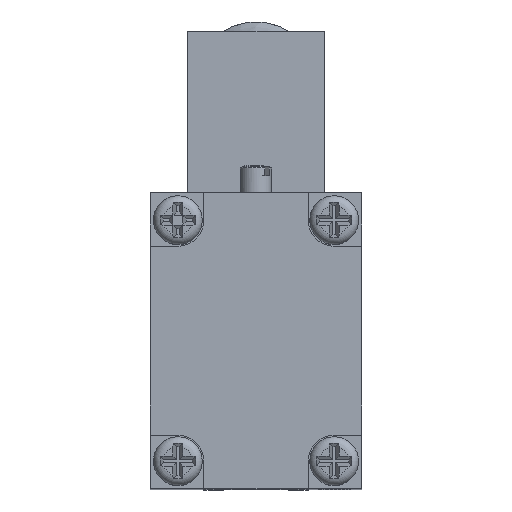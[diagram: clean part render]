
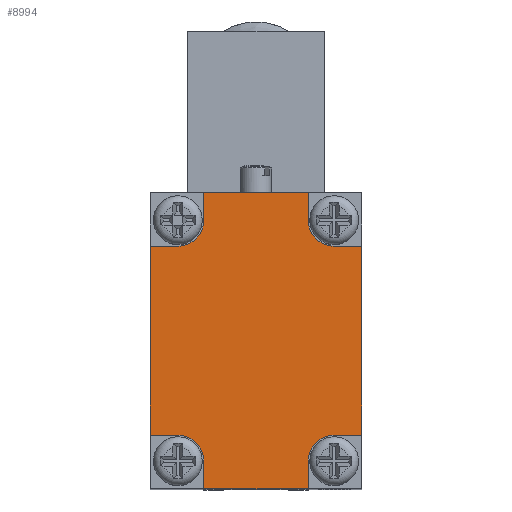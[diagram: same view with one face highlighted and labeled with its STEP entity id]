
A CAD part, top view. The second image highlights one B-rep face of the part: STEP entity #8994.
In plain terms, the highlighted planar face has unit normal (0, 0, 1).
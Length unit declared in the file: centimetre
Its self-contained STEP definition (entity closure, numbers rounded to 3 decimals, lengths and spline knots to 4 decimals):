
#254=PLANE($,#9627);
#735=LINE($,#13499,#1658);
#744=LINE($,#13514,#1667);
#749=LINE($,#13523,#1672);
#755=LINE($,#13536,#1678);
#761=LINE($,#13547,#1684);
#762=LINE($,#13549,#1685);
#763=LINE($,#13552,#1686);
#764=LINE($,#13554,#1687);
#765=LINE($,#13557,#1688);
#766=LINE($,#13559,#1689);
#767=LINE($,#13562,#1690);
#768=LINE($,#13564,#1691);
#1658=VECTOR($,#10728,2.9);
#1667=VECTOR($,#10739,1.6);
#1672=VECTOR($,#10746,2.9);
#1678=VECTOR($,#10754,1.6);
#1684=VECTOR($,#10764,0.425);
#1685=VECTOR($,#10765,0.425);
#1686=VECTOR($,#10768,0.425);
#1687=VECTOR($,#10769,0.425);
#1688=VECTOR($,#10772,0.425);
#1689=VECTOR($,#10773,0.425);
#1690=VECTOR($,#10776,0.425);
#1691=VECTOR($,#10777,0.425);
#2679=FACE_OUTER_BOUND($,#3236,.T.);
#3236=EDGE_LOOP($,(#6704,#6705,#6706,#6707,#6708,#6709,#6710,#6711,#6712,
#6713,#6714,#6715,#6716,#6717,#6718,#6719));
#3860=CIRCLE($,#9628,0.4);
#3861=CIRCLE($,#9629,0.4);
#3862=CIRCLE($,#9630,0.4);
#3863=CIRCLE($,#9631,0.4);
#4221=VERTEX_POINT($,#13496);
#4222=VERTEX_POINT($,#13498);
#4225=VERTEX_POINT($,#13507);
#4227=VERTEX_POINT($,#13512);
#4228=VERTEX_POINT($,#13516);
#4230=VERTEX_POINT($,#13521);
#4235=VERTEX_POINT($,#13533);
#4236=VERTEX_POINT($,#13535);
#4239=VERTEX_POINT($,#13546);
#4240=VERTEX_POINT($,#13548);
#4241=VERTEX_POINT($,#13550);
#4242=VERTEX_POINT($,#13553);
#4243=VERTEX_POINT($,#13555);
#4244=VERTEX_POINT($,#13558);
#4245=VERTEX_POINT($,#13560);
#4246=VERTEX_POINT($,#13563);
#5187=EDGE_CURVE($,#4222,#4221,#735,.T.);
#5196=EDGE_CURVE($,#4225,#4227,#744,.T.);
#5201=EDGE_CURVE($,#4228,#4230,#749,.T.);
#5207=EDGE_CURVE($,#4236,#4235,#755,.T.);
#5213=EDGE_CURVE($,#4236,#4239,#761,.T.);
#5214=EDGE_CURVE($,#4240,#4235,#762,.T.);
#5215=EDGE_CURVE($,#4241,#4240,#3860,.T.);
#5216=EDGE_CURVE($,#4228,#4241,#763,.T.);
#5217=EDGE_CURVE($,#4242,#4230,#764,.T.);
#5218=EDGE_CURVE($,#4243,#4242,#3861,.T.);
#5219=EDGE_CURVE($,#4225,#4243,#765,.T.);
#5220=EDGE_CURVE($,#4244,#4227,#766,.T.);
#5221=EDGE_CURVE($,#4245,#4244,#3862,.T.);
#5222=EDGE_CURVE($,#4222,#4245,#767,.T.);
#5223=EDGE_CURVE($,#4246,#4221,#768,.T.);
#5224=EDGE_CURVE($,#4239,#4246,#3863,.T.);
#6704=ORIENTED_EDGE($,*,*,#5213,.F.);
#6705=ORIENTED_EDGE($,*,*,#5207,.T.);
#6706=ORIENTED_EDGE($,*,*,#5214,.F.);
#6707=ORIENTED_EDGE($,*,*,#5215,.F.);
#6708=ORIENTED_EDGE($,*,*,#5216,.F.);
#6709=ORIENTED_EDGE($,*,*,#5201,.T.);
#6710=ORIENTED_EDGE($,*,*,#5217,.F.);
#6711=ORIENTED_EDGE($,*,*,#5218,.F.);
#6712=ORIENTED_EDGE($,*,*,#5219,.F.);
#6713=ORIENTED_EDGE($,*,*,#5196,.T.);
#6714=ORIENTED_EDGE($,*,*,#5220,.F.);
#6715=ORIENTED_EDGE($,*,*,#5221,.F.);
#6716=ORIENTED_EDGE($,*,*,#5222,.F.);
#6717=ORIENTED_EDGE($,*,*,#5187,.T.);
#6718=ORIENTED_EDGE($,*,*,#5223,.F.);
#6719=ORIENTED_EDGE($,*,*,#5224,.F.);
#8994=ADVANCED_FACE($,(#2679),#254,.T.);
#9627=AXIS2_PLACEMENT_3D($,#13545,#10762,#10763);
#9628=AXIS2_PLACEMENT_3D($,#13551,#10766,#10767);
#9629=AXIS2_PLACEMENT_3D($,#13556,#10770,#10771);
#9630=AXIS2_PLACEMENT_3D($,#13561,#10774,#10775);
#9631=AXIS2_PLACEMENT_3D($,#13565,#10778,#10779);
#10728=DIRECTION($,(0.,-1.,0.));
#10739=DIRECTION($,(-1.,0.,0.));
#10746=DIRECTION($,(0.,1.,0.));
#10754=DIRECTION($,(1.,0.,0.));
#10762=DIRECTION('center_axis',(0.,0.,1.));
#10763=DIRECTION('ref_axis',(1.,0.,0.));
#10764=DIRECTION($,(0.,1.,0.));
#10765=DIRECTION($,(0.,-1.,0.));
#10766=DIRECTION('center_axis',(0.,0.,1.));
#10767=DIRECTION('ref_axis',(1.,0.,0.));
#10768=DIRECTION($,(-1.,0.,0.));
#10769=DIRECTION($,(1.,0.,0.));
#10770=DIRECTION('center_axis',(0.,0.,1.));
#10771=DIRECTION('ref_axis',(-1.,0.,0.));
#10772=DIRECTION($,(0.,-1.,0.));
#10773=DIRECTION($,(0.,1.,0.));
#10774=DIRECTION('center_axis',(0.,0.,1.));
#10775=DIRECTION('ref_axis',(1.,0.,0.));
#10776=DIRECTION($,(1.,0.,0.));
#10777=DIRECTION($,(-1.,0.,0.));
#10778=DIRECTION('center_axis',(0.,0.,1.));
#10779=DIRECTION('ref_axis',(-1.,0.,0.));
#13496=CARTESIAN_POINT('',(-1.9699,-1.3032,4.775));
#13498=CARTESIAN_POINT('',(-1.9699,1.5968,4.775));
#13499=CARTESIAN_POINT($,(-1.9699,2.4218,4.775));
#13507=CARTESIAN_POINT('',(0.4551,2.4218,4.775));
#13512=CARTESIAN_POINT('',(-1.1449,2.4218,4.775));
#13514=CARTESIAN_POINT($,(-1.9699,2.4218,4.775));
#13516=CARTESIAN_POINT('',(1.2801,-1.3032,4.775));
#13521=CARTESIAN_POINT('',(1.2801,1.5968,4.775));
#13523=CARTESIAN_POINT($,(1.2801,2.4218,4.775));
#13533=CARTESIAN_POINT('',(0.4551,-2.1282,4.775));
#13535=CARTESIAN_POINT('',(-1.1449,-2.1282,4.775));
#13536=CARTESIAN_POINT($,(-1.9699,-2.1282,4.775));
#13545=CARTESIAN_POINT('Origin',(-1.9699,-2.1282,4.775));
#13546=CARTESIAN_POINT('',(-1.1449,-1.7032,4.775));
#13547=CARTESIAN_POINT($,(-1.1449,-1.7032,4.775));
#13548=CARTESIAN_POINT('',(0.4551,-1.7032,4.775));
#13549=CARTESIAN_POINT($,(0.4551,-1.7032,4.775));
#13550=CARTESIAN_POINT('',(0.8551,-1.3032,4.775));
#13551=CARTESIAN_POINT('Origin',(0.8551,-1.7032,4.775));
#13552=CARTESIAN_POINT($,(0.8551,-1.3032,4.775));
#13553=CARTESIAN_POINT('',(0.8551,1.5968,4.775));
#13554=CARTESIAN_POINT($,(0.8551,1.5968,4.775));
#13555=CARTESIAN_POINT('',(0.4551,1.9968,4.775));
#13556=CARTESIAN_POINT('Origin',(0.8551,1.9968,4.775));
#13557=CARTESIAN_POINT($,(0.4551,1.9968,4.775));
#13558=CARTESIAN_POINT('',(-1.1449,1.9968,4.775));
#13559=CARTESIAN_POINT($,(-1.1449,1.9968,4.775));
#13560=CARTESIAN_POINT('',(-1.5449,1.5968,4.775));
#13561=CARTESIAN_POINT('Origin',(-1.5449,1.9968,4.775));
#13562=CARTESIAN_POINT($,(-1.5449,1.5968,4.775));
#13563=CARTESIAN_POINT('',(-1.5449,-1.3032,4.775));
#13564=CARTESIAN_POINT($,(-1.5449,-1.3032,4.775));
#13565=CARTESIAN_POINT('Origin',(-1.5449,-1.7032,4.775));
